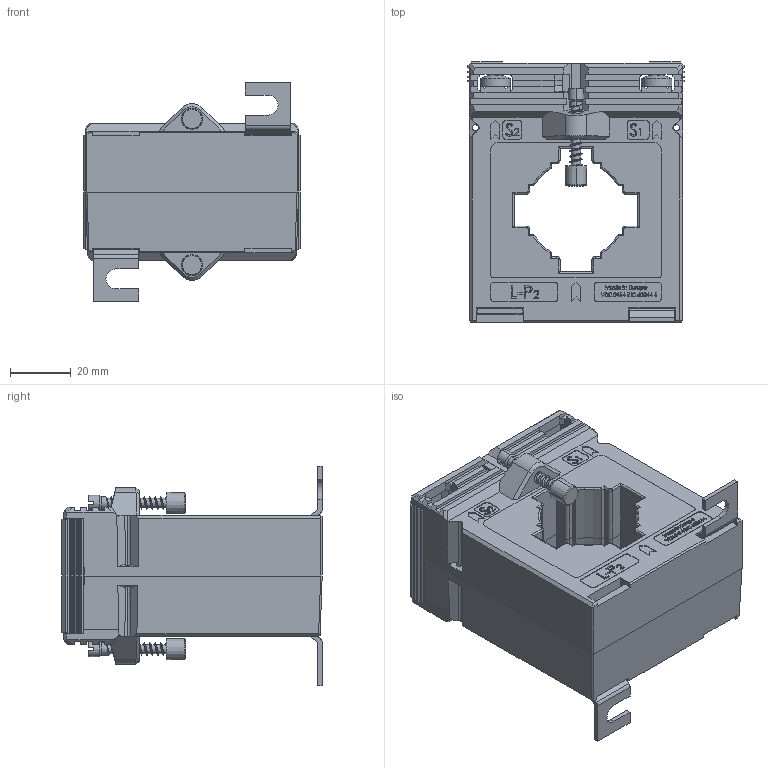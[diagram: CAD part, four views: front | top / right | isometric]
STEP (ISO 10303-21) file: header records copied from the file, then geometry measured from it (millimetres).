
FILE_DESCRIPTION (( 'STEP AP214' ), '1' );
FILE_NAME ('ASK41_4_kpl.STEP', '2011-11-28T10:08:34', ( ' ' ), ( '' ), 'SwSTEP 2.0', 'SolidWorks 2010', '' );
FILE_SCHEMA (( 'AUTOMOTIVE_DESIGN' ));
Length unit declared in the file: millimetre
Products named in the file (9): Linsenschraube DIN 7985 4.8 VZ M 5 x 10; MBS_WN-003_04_Klemme_WN-003_02; ASK41_4_11_Gehäuseoberteil; ASK41_4_kpl; Verschlussklappe_38mm; Fusswinkel_1,5; ASK41_4_11; Isolierschutzkappe; Plastite_Schraube_30_mit-Gewinde
Assembly tree (16 placements, depth 2):
  ASK41_4_kpl
    Plastite_Schraube_30_mit-Gewinde  x2
    Isolierschutzkappe  x2
    MBS_WN-003_04_Klemme_WN-003_02  x2
    Linsenschraube DIN 7985 4.8 VZ M 5 x 10  x4
    ASK41_4_11_Gehäuseoberteil
    Verschlussklappe_38mm  x2
    Fusswinkel_1,5  x2
    ASK41_4_11
Bounding box: 71 x 85.5 x 72 mm (x, y, z)
Volume: 184836.9 mm3; surface area: 54135.4 mm2
Topology: 16 solids, 16 shells, 2028 faces, 5264 edges, 3394 vertices
Faces by surface type: plane 1332, bspline 320, cylinder 250, cone 78, torus 32, sphere 16
Entity records: 73646 total; most frequent: CARTESIAN_POINT 32294, ORIENTED_EDGE 9220, DIRECTION 7033, EDGE_CURVE 4610, VECTOR 3461, LINE 3461, VERTEX_POINT 3004, EDGE_LOOP 1904
